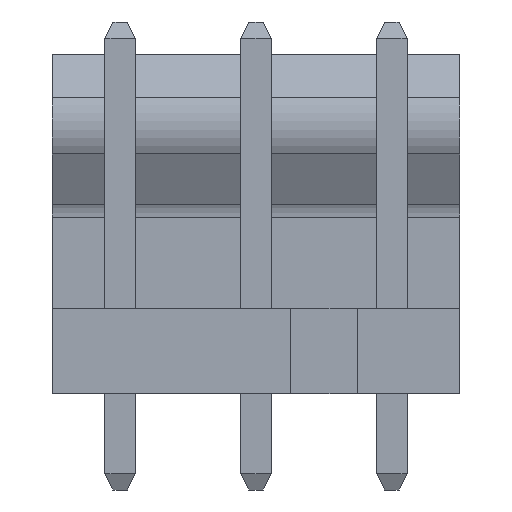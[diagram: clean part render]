
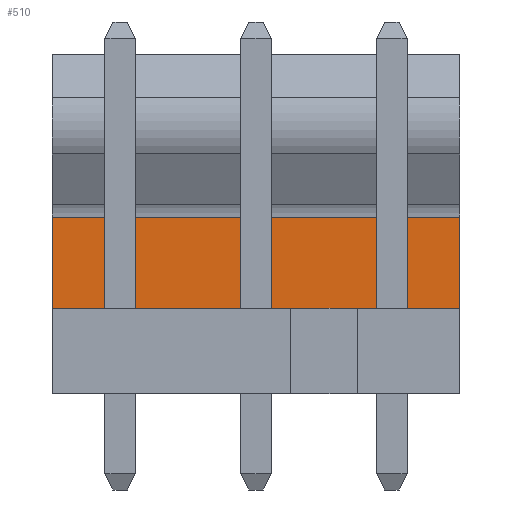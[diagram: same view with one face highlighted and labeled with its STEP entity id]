
A CAD part, front view. The second image highlights one B-rep face of the part: STEP entity #510.
In plain terms, the highlighted planar face has unit normal (0, -1, 0).
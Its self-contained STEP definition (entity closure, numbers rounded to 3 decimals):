
#11 = EDGE_CURVE ( 'NONE', #942, #1995, #754, .T. ) ;
#168 = DIRECTION ( 'NONE',  ( 0., 1., 0. ) ) ;
#197 = CARTESIAN_POINT ( 'NONE',  ( -20.32, 4., 3.1 ) ) ;
#212 = VERTEX_POINT ( 'NONE', #1222 ) ;
#302 = DIRECTION ( 'NONE',  ( 0., 0., 1. ) ) ;
#315 = ORIENTED_EDGE ( 'NONE', *, *, #1146, .F. ) ;
#457 = VECTOR ( 'NONE', #1460, 1000. ) ;
#510 = ADVANCED_FACE ( 'NONE', ( #698 ), #879, .F. ) ;
#695 = LINE ( 'NONE', #1403, #1521 ) ;
#698 = FACE_OUTER_BOUND ( 'NONE', #1882, .T. ) ;
#754 = LINE ( 'NONE', #773, #457 ) ;
#772 = CARTESIAN_POINT ( 'NONE',  ( -5.08, 4., 3.1 ) ) ;
#773 = CARTESIAN_POINT ( 'NONE',  ( -5.08, 4., 3.1 ) ) ;
#790 = EDGE_CURVE ( 'NONE', #1151, #942, #1723, .T. ) ;
#879 = PLANE ( 'NONE',  #1996 ) ;
#890 = ORIENTED_EDGE ( 'NONE', *, *, #11, .T. ) ;
#942 = VERTEX_POINT ( 'NONE', #772 ) ;
#1019 = DIRECTION ( 'NONE',  ( 1., 0., 0. ) ) ;
#1126 = VECTOR ( 'NONE', #1019, 1000. ) ;
#1146 = EDGE_CURVE ( 'NONE', #212, #1995, #695, .T. ) ;
#1151 = VERTEX_POINT ( 'NONE', #197 ) ;
#1195 = LINE ( 'NONE', #1351, #1423 ) ;
#1222 = CARTESIAN_POINT ( 'NONE',  ( -20.32, 4., 6.6 ) ) ;
#1351 = CARTESIAN_POINT ( 'NONE',  ( -20.32, 4., 12.7 ) ) ;
#1403 = CARTESIAN_POINT ( 'NONE',  ( -109.68, 4., 6.6 ) ) ;
#1416 = EDGE_CURVE ( 'NONE', #1151, #212, #1195, .T. ) ;
#1423 = VECTOR ( 'NONE', #302, 1000. ) ;
#1460 = DIRECTION ( 'NONE',  ( 0., 0., 1. ) ) ;
#1521 = VECTOR ( 'NONE', #2126, 1000. ) ;
#1667 = CARTESIAN_POINT ( 'NONE',  ( -109.68, 4., 3.1 ) ) ;
#1723 = LINE ( 'NONE', #1667, #1126 ) ;
#1755 = CARTESIAN_POINT ( 'NONE',  ( -109.68, 4., 3.1 ) ) ;
#1882 = EDGE_LOOP ( 'NONE', ( #2004, #890, #315, #1936 ) ) ;
#1936 = ORIENTED_EDGE ( 'NONE', *, *, #1416, .F. ) ;
#1957 = CARTESIAN_POINT ( 'NONE',  ( -5.08, 4., 6.6 ) ) ;
#1995 = VERTEX_POINT ( 'NONE', #1957 ) ;
#1996 = AXIS2_PLACEMENT_3D ( 'NONE', #1755, #168, #2263 ) ;
#2004 = ORIENTED_EDGE ( 'NONE', *, *, #790, .T. ) ;
#2126 = DIRECTION ( 'NONE',  ( 1., 0., 0. ) ) ;
#2263 = DIRECTION ( 'NONE',  ( 0., 0., 1. ) ) ;
